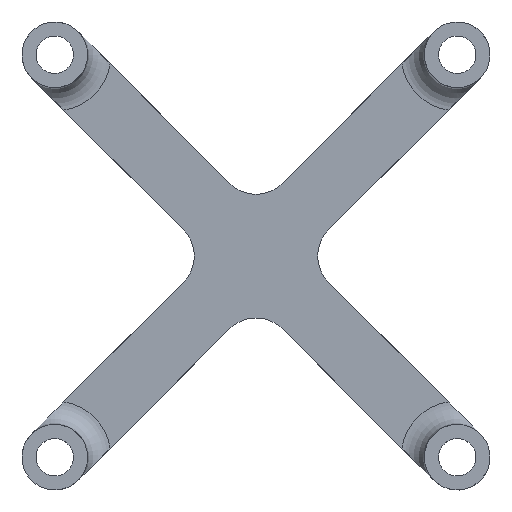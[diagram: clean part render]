
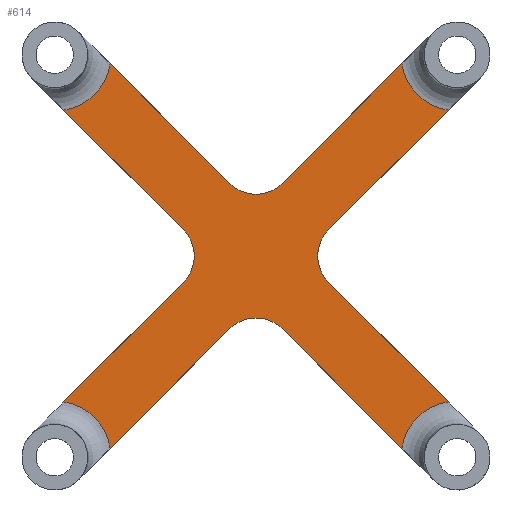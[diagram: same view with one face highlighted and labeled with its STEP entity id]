
A CAD part, top view. The second image highlights one B-rep face of the part: STEP entity #614.
In plain terms, the highlighted planar face has unit normal (0, 0, 1).
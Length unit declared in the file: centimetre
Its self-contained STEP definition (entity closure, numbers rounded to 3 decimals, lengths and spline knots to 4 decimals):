
#128=PLANE('',#676);
#134=VECTOR('',#689,1.);
#139=VECTOR('',#701,1.);
#144=VECTOR('',#713,1.);
#149=VECTOR('',#725,1.);
#154=VECTOR('',#787,1.);
#156=VECTOR('',#790,1.);
#158=VECTOR('',#793,1.);
#160=VECTOR('',#796,1.);
#166=LINE('',#869,#134);
#171=LINE('',#923,#139);
#176=LINE('',#977,#144);
#181=LINE('',#1031,#149);
#186=LINE('',#1241,#154);
#188=LINE('',#1244,#156);
#190=LINE('',#1247,#158);
#192=LINE('',#1250,#160);
#196=VERTEX_POINT('',#821);
#197=VERTEX_POINT('',#823);
#200=VERTEX_POINT('',#868);
#203=VERTEX_POINT('',#875);
#204=VERTEX_POINT('',#877);
#207=VERTEX_POINT('',#922);
#210=VERTEX_POINT('',#929);
#211=VERTEX_POINT('',#931);
#214=VERTEX_POINT('',#976);
#217=VERTEX_POINT('',#983);
#218=VERTEX_POINT('',#985);
#221=VERTEX_POINT('',#1030);
#223=VERTEX_POINT('',#1073);
#227=VERTEX_POINT('',#1122);
#231=VERTEX_POINT('',#1171);
#235=VERTEX_POINT('',#1220);
#247=CIRCLE('',#618,0.4);
#249=CIRCLE('',#622,0.4);
#251=CIRCLE('',#626,0.4);
#253=CIRCLE('',#630,0.4);
#255=CIRCLE('',#634,0.6);
#259=CIRCLE('',#640,0.6);
#263=CIRCLE('',#646,0.6);
#267=CIRCLE('',#652,0.6);
#280=EDGE_CURVE('',#196,#197,#247,.T.);
#285=EDGE_CURVE('',#200,#196,#166,.T.);
#288=EDGE_CURVE('',#203,#204,#249,.T.);
#293=EDGE_CURVE('',#207,#203,#171,.T.);
#296=EDGE_CURVE('',#210,#211,#251,.T.);
#301=EDGE_CURVE('',#214,#210,#176,.T.);
#304=EDGE_CURVE('',#217,#218,#253,.T.);
#309=EDGE_CURVE('',#221,#217,#181,.T.);
#312=EDGE_CURVE('',#223,#214,#255,.T.);
#318=EDGE_CURVE('',#227,#221,#259,.T.);
#324=EDGE_CURVE('',#231,#207,#263,.T.);
#330=EDGE_CURVE('',#235,#200,#267,.T.);
#338=EDGE_CURVE('',#211,#231,#186,.T.);
#340=EDGE_CURVE('',#204,#227,#188,.T.);
#342=EDGE_CURVE('',#218,#235,#190,.T.);
#344=EDGE_CURVE('',#197,#223,#192,.T.);
#458=ORIENTED_EDGE('',*,*,#312,.F.);
#459=ORIENTED_EDGE('',*,*,#344,.F.);
#460=ORIENTED_EDGE('',*,*,#280,.F.);
#461=ORIENTED_EDGE('',*,*,#285,.F.);
#462=ORIENTED_EDGE('',*,*,#330,.F.);
#463=ORIENTED_EDGE('',*,*,#342,.F.);
#464=ORIENTED_EDGE('',*,*,#304,.F.);
#465=ORIENTED_EDGE('',*,*,#309,.F.);
#466=ORIENTED_EDGE('',*,*,#318,.F.);
#467=ORIENTED_EDGE('',*,*,#340,.F.);
#468=ORIENTED_EDGE('',*,*,#288,.F.);
#469=ORIENTED_EDGE('',*,*,#293,.F.);
#470=ORIENTED_EDGE('',*,*,#324,.F.);
#471=ORIENTED_EDGE('',*,*,#338,.F.);
#472=ORIENTED_EDGE('',*,*,#296,.F.);
#473=ORIENTED_EDGE('',*,*,#301,.F.);
#534=EDGE_LOOP('',(#458,#459,#460,#461,#462,#463,#464,#465,#466,#467,#468,
#469,#470,#471,#472,#473));
#580=FACE_BOUND('',#534,.T.);
#614=ADVANCED_FACE('',(#580),#128,.T.);
#618=AXIS2_PLACEMENT_3D('',#822,#683,#684);
#622=AXIS2_PLACEMENT_3D('',#876,#695,#696);
#626=AXIS2_PLACEMENT_3D('',#930,#707,#708);
#630=AXIS2_PLACEMENT_3D('',#984,#719,#720);
#634=AXIS2_PLACEMENT_3D('',#1074,#729,#730);
#640=AXIS2_PLACEMENT_3D('',#1123,#741,#742);
#646=AXIS2_PLACEMENT_3D('',#1172,#753,#754);
#652=AXIS2_PLACEMENT_3D('',#1221,#765,#766);
#676=AXIS2_PLACEMENT_3D('',#1264,#814,$);
#683=DIRECTION('',(0.,0.,1.));
#684=DIRECTION('',(0.,-0.4,0.));
#689=DIRECTION('',(0.707,-0.707,0.));
#695=DIRECTION('',(0.,0.,1.));
#696=DIRECTION('',(0.,0.4,0.));
#701=DIRECTION('',(-0.707,0.707,0.));
#707=DIRECTION('',(0.,0.,1.));
#708=DIRECTION('',(-0.4,0.,0.));
#713=DIRECTION('',(-0.707,-0.707,0.));
#719=DIRECTION('',(0.,0.,1.));
#720=DIRECTION('',(0.4,0.,0.));
#725=DIRECTION('',(0.707,0.707,0.));
#729=DIRECTION('',(0.,0.,1.));
#730=DIRECTION('',(-0.424,-0.424,0.));
#741=DIRECTION('',(0.,0.,1.));
#742=DIRECTION('',(0.424,0.424,0.));
#753=DIRECTION('',(0.,0.,1.));
#754=DIRECTION('',(-0.424,0.424,0.));
#765=DIRECTION('',(0.,0.,1.));
#766=DIRECTION('',(0.424,-0.424,0.));
#787=DIRECTION('',(0.707,-0.707,0.));
#790=DIRECTION('',(-0.707,-0.707,0.));
#793=DIRECTION('',(-0.707,0.707,0.));
#796=DIRECTION('',(0.707,0.707,0.));
#814=DIRECTION('',(0.,0.,1.));
#821=CARTESIAN_POINT('',(-0.2828,0.7778,0.1));
#822=CARTESIAN_POINT('',(0.,1.0607,0.1));
#823=CARTESIAN_POINT('',(0.2828,0.7778,0.1));
#868=CARTESIAN_POINT('',(-1.5579,2.0529,0.1));
#869=CARTESIAN_POINT('',(0.,0.495,0.1));
#875=CARTESIAN_POINT('',(0.2828,-0.7778,0.1));
#876=CARTESIAN_POINT('',(0.,-1.0607,0.1));
#877=CARTESIAN_POINT('',(-0.2828,-0.7778,0.1));
#922=CARTESIAN_POINT('',(1.5579,-2.0529,0.1));
#923=CARTESIAN_POINT('',(0.,-0.495,0.1));
#929=CARTESIAN_POINT('',(0.7778,0.2828,0.1));
#930=CARTESIAN_POINT('',(1.0607,0.,0.1));
#931=CARTESIAN_POINT('',(0.7778,-0.2828,0.1));
#976=CARTESIAN_POINT('',(2.0529,1.5579,0.1));
#977=CARTESIAN_POINT('',(0.495,0.,0.1));
#983=CARTESIAN_POINT('',(-0.7778,-0.2828,0.1));
#984=CARTESIAN_POINT('',(-1.0607,0.,0.1));
#985=CARTESIAN_POINT('',(-0.7778,0.2828,0.1));
#1030=CARTESIAN_POINT('',(-2.0529,-1.5579,0.1));
#1031=CARTESIAN_POINT('',(-0.495,0.,0.1));
#1073=CARTESIAN_POINT('',(1.5579,2.0529,0.1));
#1074=CARTESIAN_POINT('',(2.15,2.15,0.1));
#1122=CARTESIAN_POINT('',(-1.5579,-2.0529,0.1));
#1123=CARTESIAN_POINT('',(-2.15,-2.15,0.1));
#1171=CARTESIAN_POINT('',(2.0529,-1.5579,0.1));
#1172=CARTESIAN_POINT('',(2.15,-2.15,0.1));
#1220=CARTESIAN_POINT('',(-2.0529,1.5579,0.1));
#1221=CARTESIAN_POINT('',(-2.15,2.15,0.1));
#1241=CARTESIAN_POINT('',(2.3975,-1.9025,0.1));
#1244=CARTESIAN_POINT('',(-1.9025,-2.3975,0.1));
#1247=CARTESIAN_POINT('',(-2.3975,1.9025,0.1));
#1250=CARTESIAN_POINT('',(1.9025,2.3975,0.1));
#1264=CARTESIAN_POINT('',(0.,0.,0.1));
